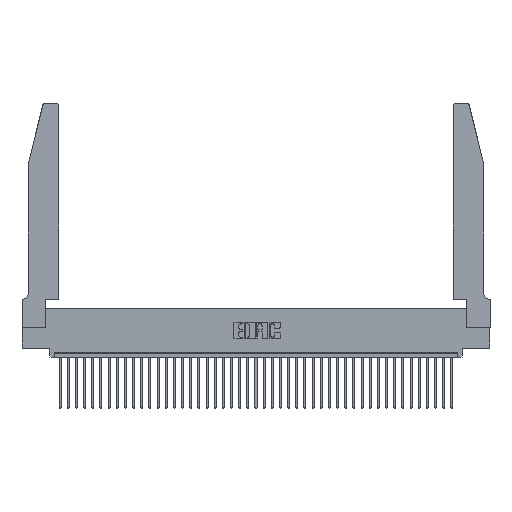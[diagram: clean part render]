
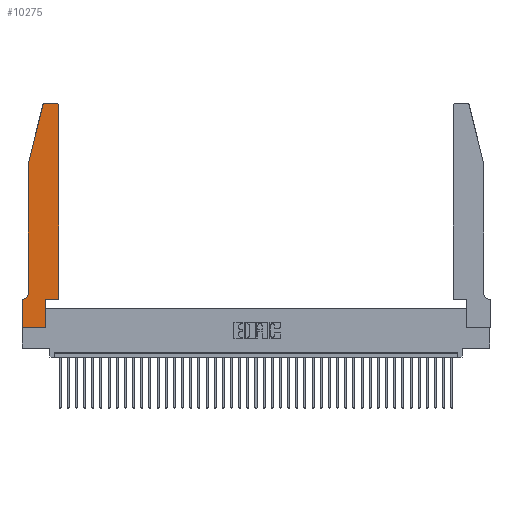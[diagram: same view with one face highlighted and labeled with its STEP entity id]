
A CAD part, top view. The second image highlights one B-rep face of the part: STEP entity #10275.
In plain terms, the highlighted planar face has unit normal (0, 0, 1).
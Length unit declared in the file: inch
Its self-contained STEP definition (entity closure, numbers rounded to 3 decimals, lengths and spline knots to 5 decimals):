
#570 = CIRCLE ( 'NONE', #28814, 0.03 ) ;
#1268 = CARTESIAN_POINT ( 'NONE',  ( 0.2605, 2.75, 0.37 ) ) ;
#2186 = EDGE_CURVE ( 'NONE', #32933, #38594, #22728, .T. ) ;
#2209 = VERTEX_POINT ( 'NONE', #24054 ) ;
#2654 = DIRECTION ( 'NONE',  ( 1., 0., 0. ) ) ;
#3460 = LINE ( 'NONE', #8066, #7438 ) ;
#4195 = ORIENTED_EDGE ( 'NONE', *, *, #17415, .T. ) ;
#4577 = VERTEX_POINT ( 'NONE', #31837 ) ;
#4715 = DIRECTION ( 'NONE',  ( -1., 0., 0. ) ) ;
#5394 = ORIENTED_EDGE ( 'NONE', *, *, #6526, .T. ) ;
#5555 = DIRECTION ( 'NONE',  ( 0., -1., 0. ) ) ;
#5569 = AXIS2_PLACEMENT_3D ( 'NONE', #21184, #30127, #28742 ) ;
#5604 = CARTESIAN_POINT ( 'NONE',  ( 0.4505, 0.35, 0.37 ) ) ;
#6449 = EDGE_CURVE ( 'NONE', #15267, #30692, #39626, .T. ) ;
#6526 = EDGE_CURVE ( 'NONE', #10284, #23424, #570, .T. ) ;
#6687 = CARTESIAN_POINT ( 'NONE',  ( 0.0755, 2., 0.37 ) ) ;
#6729 = VERTEX_POINT ( 'NONE', #32496 ) ;
#7037 = DIRECTION ( 'NONE',  ( 0., 0., 1. ) ) ;
#7090 = EDGE_CURVE ( 'NONE', #16275, #11274, #3460, .T. ) ;
#7438 = VECTOR ( 'NONE', #24087, 39.37008 ) ;
#7764 = DIRECTION ( 'NONE',  ( -1., 0., 0. ) ) ;
#8066 = CARTESIAN_POINT ( 'NONE',  ( 0., 0., 0.37 ) ) ;
#9493 = ORIENTED_EDGE ( 'NONE', *, *, #33967, .T. ) ;
#10275 = ADVANCED_FACE ( 'NONE', ( #34336 ), #29260, .T. ) ;
#10284 = VERTEX_POINT ( 'NONE', #16982 ) ;
#10301 = VECTOR ( 'NONE', #33617, 39.37008 ) ;
#10485 = EDGE_CURVE ( 'NONE', #36629, #10284, #12104, .T. ) ;
#10938 = AXIS2_PLACEMENT_3D ( 'NONE', #32421, #7037, #38763 ) ;
#11274 = VERTEX_POINT ( 'NONE', #26438 ) ;
#11579 = ORIENTED_EDGE ( 'NONE', *, *, #28256, .T. ) ;
#11642 = CARTESIAN_POINT ( 'NONE',  ( 0.25487, 2.72718, 0.37 ) ) ;
#12104 = LINE ( 'NONE', #1268, #31356 ) ;
#12984 = CARTESIAN_POINT ( 'NONE',  ( 0.0755, 0.35, 0.37 ) ) ;
#13105 = DIRECTION ( 'NONE',  ( -1., 0., 0. ) ) ;
#13162 = DIRECTION ( 'NONE',  ( 0., 1., 0. ) ) ;
#13375 = ORIENTED_EDGE ( 'NONE', *, *, #21796, .T. ) ;
#13802 = VECTOR ( 'NONE', #13105, 39.37008 ) ;
#14374 = VECTOR ( 'NONE', #5555, 39.37008 ) ;
#14777 = DIRECTION ( 'NONE',  ( 1., 0., 0. ) ) ;
#15115 = DIRECTION ( 'NONE',  ( 0., 1., 0. ) ) ;
#15218 = EDGE_CURVE ( 'NONE', #11274, #6729, #29781, .T. ) ;
#15267 = VERTEX_POINT ( 'NONE', #5604 ) ;
#15297 = EDGE_CURVE ( 'NONE', #30692, #36629, #28726, .T. ) ;
#16275 = VERTEX_POINT ( 'NONE', #27202 ) ;
#16982 = CARTESIAN_POINT ( 'NONE',  ( 0.284, 2.75, 0.37 ) ) ;
#17079 = CARTESIAN_POINT ( 'NONE',  ( 0.0755, 0.42, 0.37 ) ) ;
#17331 = VECTOR ( 'NONE', #2654, 39.37008 ) ;
#17415 = EDGE_CURVE ( 'NONE', #23424, #32933, #34090, .T. ) ;
#17561 = AXIS2_PLACEMENT_3D ( 'NONE', #20455, #23628, #7764 ) ;
#19165 = DIRECTION ( 'NONE',  ( 0., 0., 1. ) ) ;
#19314 = VECTOR ( 'NONE', #14777, 39.37008 ) ;
#20118 = CARTESIAN_POINT ( 'NONE',  ( 0.4505, 2.72, 0.37 ) ) ;
#20184 = ORIENTED_EDGE ( 'NONE', *, *, #2186, .T. ) ;
#20455 = CARTESIAN_POINT ( 'NONE',  ( 0.0055, 0.42, 0.37 ) ) ;
#21127 = LINE ( 'NONE', #28932, #22070 ) ;
#21184 = CARTESIAN_POINT ( 'NONE',  ( 0.4205, 2.72, 0.37 ) ) ;
#21525 = ORIENTED_EDGE ( 'NONE', *, *, #7090, .T. ) ;
#21737 = CARTESIAN_POINT ( 'NONE',  ( 0.4505, 0.35, 0.37 ) ) ;
#21796 = EDGE_CURVE ( 'NONE', #38594, #2209, #35161, .T. ) ;
#22070 = VECTOR ( 'NONE', #13162, 39.37008 ) ;
#22728 = LINE ( 'NONE', #27040, #14374 ) ;
#23424 = VERTEX_POINT ( 'NONE', #11642 ) ;
#23628 = DIRECTION ( 'NONE',  ( 0., 0., -1. ) ) ;
#24054 = CARTESIAN_POINT ( 'NONE',  ( 0.0055, 0.35, 0.37 ) ) ;
#24087 = DIRECTION ( 'NONE',  ( 0., -1., 0. ) ) ;
#26438 = CARTESIAN_POINT ( 'NONE',  ( 0., 0., 0.37 ) ) ;
#27040 = CARTESIAN_POINT ( 'NONE',  ( 0.0755, 2., 0.37 ) ) ;
#27202 = CARTESIAN_POINT ( 'NONE',  ( 0., 0.35, 0.37 ) ) ;
#27658 = ORIENTED_EDGE ( 'NONE', *, *, #10485, .T. ) ;
#28038 = EDGE_CURVE ( 'NONE', #4577, #15267, #32087, .T. ) ;
#28256 = EDGE_CURVE ( 'NONE', #2209, #16275, #30689, .T. ) ;
#28334 = CARTESIAN_POINT ( 'NONE',  ( 0.284, 2.72, 0.37 ) ) ;
#28726 = CIRCLE ( 'NONE', #5569, 0.03 ) ;
#28742 = DIRECTION ( 'NONE',  ( 1., 0., 0. ) ) ;
#28814 = AXIS2_PLACEMENT_3D ( 'NONE', #28334, #19165, #34649 ) ;
#28932 = CARTESIAN_POINT ( 'NONE',  ( 0.2865, 0.35, 0.37 ) ) ;
#29260 = PLANE ( 'NONE',  #10938 ) ;
#29781 = LINE ( 'NONE', #33696, #19314 ) ;
#30127 = DIRECTION ( 'NONE',  ( 0., 0., 1. ) ) ;
#30422 = CARTESIAN_POINT ( 'NONE',  ( 0.4505, 0.35, 0.37 ) ) ;
#30689 = LINE ( 'NONE', #12984, #13802 ) ;
#30692 = VERTEX_POINT ( 'NONE', #20118 ) ;
#30880 = CARTESIAN_POINT ( 'NONE',  ( 0.0755, 2., 0.37 ) ) ;
#30936 = EDGE_LOOP ( 'NONE', ( #27658, #5394, #4195, #20184, #13375, #11579, #21525, #36531, #9493, #39094, #37505, #38557 ) ) ;
#31356 = VECTOR ( 'NONE', #4715, 39.37008 ) ;
#31837 = CARTESIAN_POINT ( 'NONE',  ( 0.2865, 0.35, 0.37 ) ) ;
#32087 = LINE ( 'NONE', #30422, #17331 ) ;
#32421 = CARTESIAN_POINT ( 'NONE',  ( 0., 0.35, 0.37 ) ) ;
#32496 = CARTESIAN_POINT ( 'NONE',  ( 0.2865, 0., 0.37 ) ) ;
#32933 = VERTEX_POINT ( 'NONE', #30880 ) ;
#33617 = DIRECTION ( 'NONE',  ( -0.239, -0.971, 0. ) ) ;
#33696 = CARTESIAN_POINT ( 'NONE',  ( 0., 0., 0.37 ) ) ;
#33967 = EDGE_CURVE ( 'NONE', #6729, #4577, #21127, .T. ) ;
#34090 = LINE ( 'NONE', #6687, #10301 ) ;
#34336 = FACE_OUTER_BOUND ( 'NONE', #30936, .T. ) ;
#34649 = DIRECTION ( 'NONE',  ( 1., 0., 0. ) ) ;
#35161 = CIRCLE ( 'NONE', #17561, 0.07 ) ;
#36531 = ORIENTED_EDGE ( 'NONE', *, *, #15218, .T. ) ;
#36629 = VERTEX_POINT ( 'NONE', #38701 ) ;
#36676 = VECTOR ( 'NONE', #15115, 39.37008 ) ;
#37505 = ORIENTED_EDGE ( 'NONE', *, *, #6449, .T. ) ;
#38557 = ORIENTED_EDGE ( 'NONE', *, *, #15297, .T. ) ;
#38594 = VERTEX_POINT ( 'NONE', #17079 ) ;
#38701 = CARTESIAN_POINT ( 'NONE',  ( 0.4205, 2.75, 0.37 ) ) ;
#38763 = DIRECTION ( 'NONE',  ( 1., 0., 0. ) ) ;
#39094 = ORIENTED_EDGE ( 'NONE', *, *, #28038, .T. ) ;
#39626 = LINE ( 'NONE', #21737, #36676 ) ;
